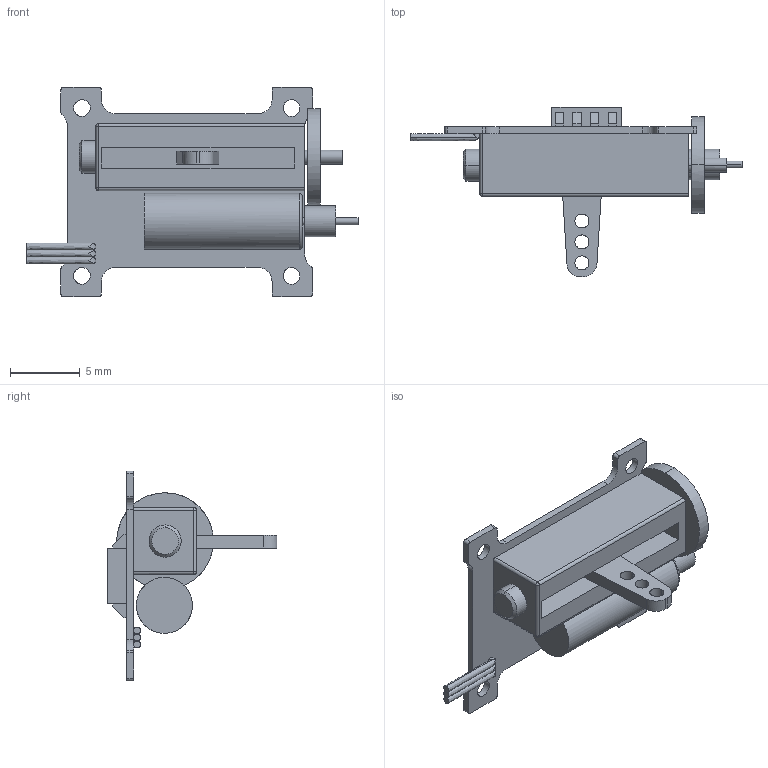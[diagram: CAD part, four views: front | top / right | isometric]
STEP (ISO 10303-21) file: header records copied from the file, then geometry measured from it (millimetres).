
FILE_DESCRIPTION(/* description */ (''),/* implementation_level */ '2;1');
FILE_NAME(/* name */ 'servo',/* time_stamp */ '2020-01-17T20:36:44-05:00',/* author */ (''),/* organization */ (''),/* preprocessor_version */ 'ST-DEVELOPER v15',/* originating_system */ '',/* authorisation */ '');
FILE_SCHEMA (('AUTOMOTIVE_DESIGN_CC2'));
Length unit declared in the file: millimetre
Products named in the file (2): Document; Block 01
Assembly tree (1 placements, depth 2):
  Document
    Block 01
Bounding box: 23.75 x 12.15 x 15 mm (x, y, z)
Volume: 484 mm3; surface area: 1342.7 mm2
Topology: 20 solids, 22 shells, 192 faces, 447 edges, 295 vertices
Faces by surface type: plane 114, bspline 78
Entity records: 6423 total; most frequent: CARTESIAN_POINT 3249, ORIENTED_EDGE 886, EDGE_CURVE 445, B_SPLINE_CURVE_WITH_KNOTS 303, VERTEX_POINT 295, EDGE_LOOP 210, ADVANCED_FACE 192, FACE_OUTER_BOUND 192
